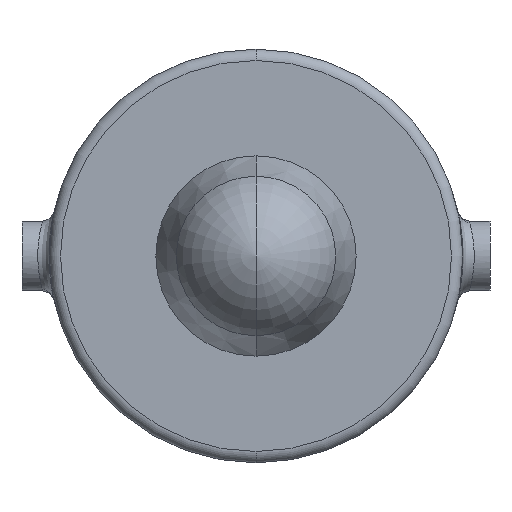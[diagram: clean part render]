
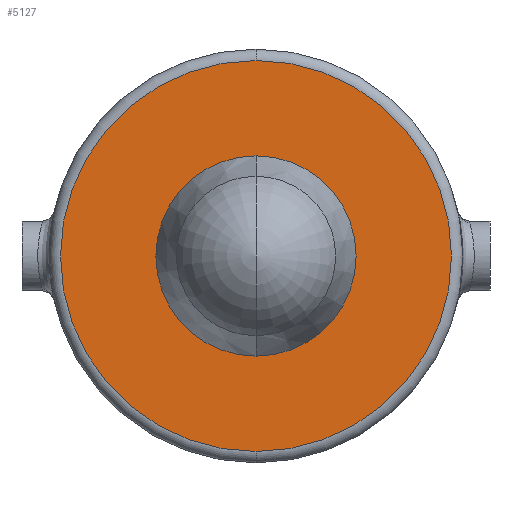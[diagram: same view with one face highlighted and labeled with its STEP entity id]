
A CAD part, front view. The second image highlights one B-rep face of the part: STEP entity #5127.
In plain terms, the highlighted planar face has unit normal (0, -1, 0).
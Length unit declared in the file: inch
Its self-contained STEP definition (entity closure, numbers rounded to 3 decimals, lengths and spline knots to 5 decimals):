
#338 = DIRECTION ( 'NONE',  ( 0., 0., -1. ) ) ;
#448 = EDGE_CURVE ( 'NONE', #6813, #3703, #2610, .T. ) ;
#455 = DIRECTION ( 'NONE',  ( 0., 1., 0. ) ) ;
#547 = DIRECTION ( 'NONE',  ( 0., 0., 1. ) ) ;
#776 = EDGE_LOOP ( 'NONE', ( #7519, #6382 ) ) ;
#781 = DIRECTION ( 'NONE',  ( 0., -1., 0. ) ) ;
#940 = FACE_OUTER_BOUND ( 'NONE', #5408, .T. ) ;
#1099 = AXIS2_PLACEMENT_3D ( 'NONE', #7479, #455, #547 ) ;
#1484 = CARTESIAN_POINT ( 'NONE',  ( 0., -0.0906, 0. ) ) ;
#2000 = AXIS2_PLACEMENT_3D ( 'NONE', #1484, #5588, #2076 ) ;
#2076 = DIRECTION ( 'NONE',  ( 0., 0., 1. ) ) ;
#2183 = CARTESIAN_POINT ( 'NONE',  ( 0., -0.0906, 0. ) ) ;
#2610 = CIRCLE ( 'NONE', #1099, 0.08834 ) ;
#2773 = DIRECTION ( 'NONE',  ( 0., 0., -1. ) ) ;
#2988 = EDGE_CURVE ( 'NONE', #6047, #5619, #5985, .T. ) ;
#3073 = ORIENTED_EDGE ( 'NONE', *, *, #2988, .T. ) ;
#3260 = AXIS2_PLACEMENT_3D ( 'NONE', #4307, #781, #4877 ) ;
#3562 = AXIS2_PLACEMENT_3D ( 'NONE', #6168, #3849, #338 ) ;
#3583 = CARTESIAN_POINT ( 'NONE',  ( 0., -0.0906, -0.08834 ) ) ;
#3674 = FACE_BOUND ( 'NONE', #776, .T. ) ;
#3703 = VERTEX_POINT ( 'NONE', #3583 ) ;
#3762 = CIRCLE ( 'NONE', #4119, 0.1725 ) ;
#3849 = DIRECTION ( 'NONE',  ( 0., -1., 0. ) ) ;
#4119 = AXIS2_PLACEMENT_3D ( 'NONE', #2183, #6280, #2773 ) ;
#4307 = CARTESIAN_POINT ( 'NONE',  ( 0., -0.0906, 0. ) ) ;
#4348 = CARTESIAN_POINT ( 'NONE',  ( 0., -0.0906, 0.08834 ) ) ;
#4877 = DIRECTION ( 'NONE',  ( 0., 0., -1. ) ) ;
#5001 = PLANE ( 'NONE',  #3562 ) ;
#5099 = EDGE_CURVE ( 'NONE', #3703, #6813, #6818, .T. ) ;
#5127 = ADVANCED_FACE ( 'NONE', ( #940, #3674 ), #5001, .T. ) ;
#5208 = CARTESIAN_POINT ( 'NONE',  ( 0., -0.0906, -0.1725 ) ) ;
#5408 = EDGE_LOOP ( 'NONE', ( #3073, #6736 ) ) ;
#5588 = DIRECTION ( 'NONE',  ( 0., 1., 0. ) ) ;
#5619 = VERTEX_POINT ( 'NONE', #6566 ) ;
#5985 = CIRCLE ( 'NONE', #3260, 0.1725 ) ;
#6047 = VERTEX_POINT ( 'NONE', #5208 ) ;
#6168 = CARTESIAN_POINT ( 'NONE',  ( 0., -0.0906, 0. ) ) ;
#6280 = DIRECTION ( 'NONE',  ( 0., -1., 0. ) ) ;
#6382 = ORIENTED_EDGE ( 'NONE', *, *, #5099, .T. ) ;
#6478 = EDGE_CURVE ( 'NONE', #5619, #6047, #3762, .T. ) ;
#6566 = CARTESIAN_POINT ( 'NONE',  ( 0., -0.0906, 0.1725 ) ) ;
#6736 = ORIENTED_EDGE ( 'NONE', *, *, #6478, .T. ) ;
#6813 = VERTEX_POINT ( 'NONE', #4348 ) ;
#6818 = CIRCLE ( 'NONE', #2000, 0.08834 ) ;
#7479 = CARTESIAN_POINT ( 'NONE',  ( 0., -0.0906, 0. ) ) ;
#7519 = ORIENTED_EDGE ( 'NONE', *, *, #448, .T. ) ;
